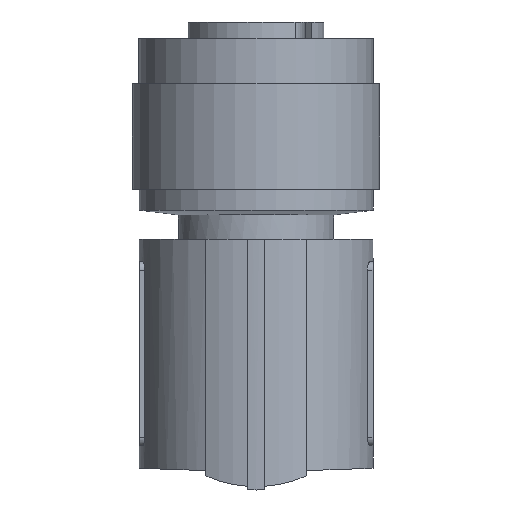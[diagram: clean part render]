
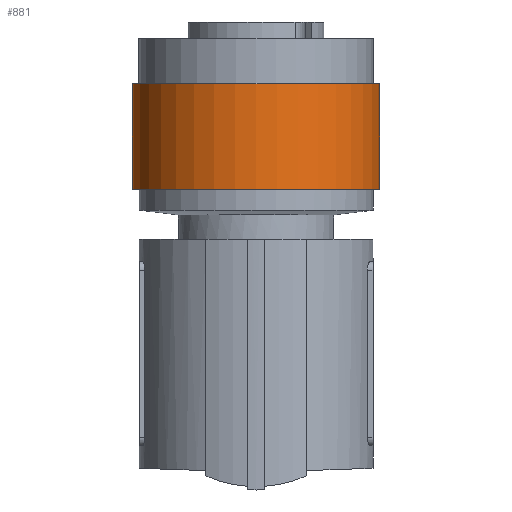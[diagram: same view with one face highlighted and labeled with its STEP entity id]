
A CAD part, front view. The second image highlights one B-rep face of the part: STEP entity #881.
In plain terms, the highlighted cylindrical face has radius 7.4 mm (diameter 14.8 mm), a full revolution.
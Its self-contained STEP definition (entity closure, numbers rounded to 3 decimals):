
#163 = EDGE_LOOP ( 'NONE', ( #1840 ) ) ;
#223 = DIRECTION ( 'NONE',  ( 1., 0., 0. ) ) ;
#601 = AXIS2_PLACEMENT_3D ( 'NONE', #728, #2346, #223 ) ;
#623 = CARTESIAN_POINT ( 'NONE',  ( 7.396, -28.75, 17.799 ) ) ;
#629 = VERTEX_POINT ( 'NONE', #2024 ) ;
#728 = CARTESIAN_POINT ( 'NONE',  ( -0.004, -28.75, 11.499 ) ) ;
#813 = EDGE_CURVE ( 'NONE', #1949, #1949, #2669, .T. ) ;
#881 = ADVANCED_FACE ( 'NONE', ( #2907, #1895 ), #973, .T. ) ;
#964 = EDGE_CURVE ( 'NONE', #629, #629, #2477, .T. ) ;
#973 = CYLINDRICAL_SURFACE ( 'NONE', #2060, 7.4 ) ;
#1002 = AXIS2_PLACEMENT_3D ( 'NONE', #1994, #1767, #1269 ) ;
#1269 = DIRECTION ( 'NONE',  ( 1., 0., 0. ) ) ;
#1316 = DIRECTION ( 'NONE',  ( 0., 0., 1. ) ) ;
#1611 = EDGE_LOOP ( 'NONE', ( #2387 ) ) ;
#1767 = DIRECTION ( 'NONE',  ( 0., 0., -1. ) ) ;
#1840 = ORIENTED_EDGE ( 'NONE', *, *, #813, .T. ) ;
#1895 = FACE_OUTER_BOUND ( 'NONE', #163, .T. ) ;
#1949 = VERTEX_POINT ( 'NONE', #623 ) ;
#1994 = CARTESIAN_POINT ( 'NONE',  ( -0.004, -28.75, 17.799 ) ) ;
#2024 = CARTESIAN_POINT ( 'NONE',  ( 7.396, -28.75, 11.499 ) ) ;
#2060 = AXIS2_PLACEMENT_3D ( 'NONE', #2533, #1316, #3000 ) ;
#2346 = DIRECTION ( 'NONE',  ( 0., 0., -1. ) ) ;
#2387 = ORIENTED_EDGE ( 'NONE', *, *, #964, .F. ) ;
#2477 = CIRCLE ( 'NONE', #601, 7.4 ) ;
#2533 = CARTESIAN_POINT ( 'NONE',  ( -0.004, -28.75, 14.407 ) ) ;
#2669 = CIRCLE ( 'NONE', #1002, 7.4 ) ;
#2907 = FACE_OUTER_BOUND ( 'NONE', #1611, .T. ) ;
#3000 = DIRECTION ( 'NONE',  ( 1., 0., 0. ) ) ;
